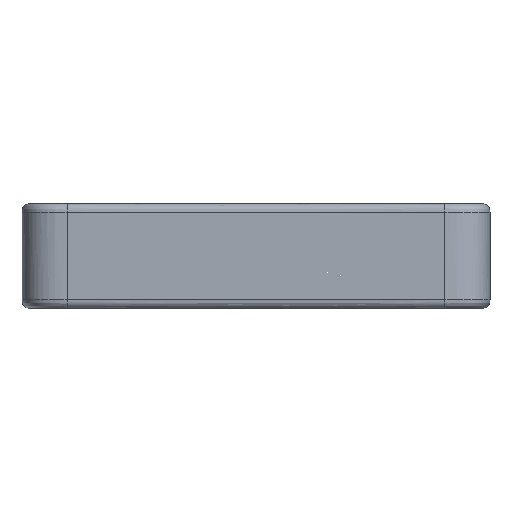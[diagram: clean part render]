
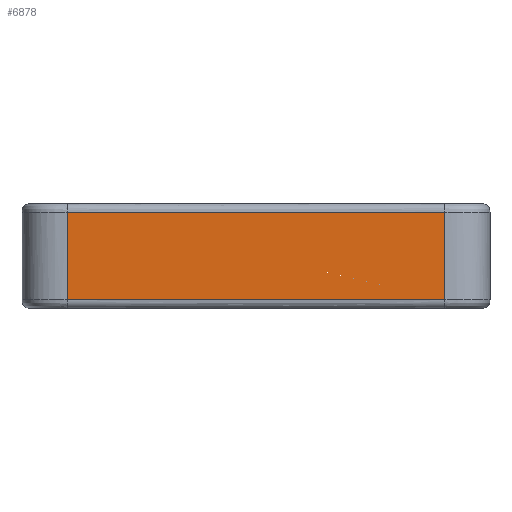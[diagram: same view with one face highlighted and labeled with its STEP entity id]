
A CAD part, left-side view. The second image highlights one B-rep face of the part: STEP entity #6878.
In plain terms, the highlighted planar face has unit normal (-1, 0, 0).
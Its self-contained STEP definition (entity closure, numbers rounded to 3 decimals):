
#1018 = DIRECTION ( 'NONE',  ( 0., 0., 1. ) ) ;
#1567 = CARTESIAN_POINT ( 'NONE',  ( -3.21, 1.3, 0.05 ) ) ;
#1586 = CARTESIAN_POINT ( 'NONE',  ( -3.21, -1.3, 0.05 ) ) ;
#1669 = ORIENTED_EDGE ( 'NONE', *, *, #10564, .T. ) ;
#1794 = DIRECTION ( 'NONE',  ( 0., 0., 1. ) ) ;
#1929 = LINE ( 'NONE', #7068, #8400 ) ;
#2187 = VERTEX_POINT ( 'NONE', #1567 ) ;
#3100 = ORIENTED_EDGE ( 'NONE', *, *, #5629, .F. ) ;
#3514 = CARTESIAN_POINT ( 'NONE',  ( -3.21, -1.3, -0.01 ) ) ;
#3720 = ORIENTED_EDGE ( 'NONE', *, *, #3976, .T. ) ;
#3827 = AXIS2_PLACEMENT_3D ( 'NONE', #3514, #4453, #11728 ) ;
#3976 = EDGE_CURVE ( 'NONE', #10451, #5188, #7932, .T. ) ;
#4453 = DIRECTION ( 'NONE',  ( -1., 0., 0. ) ) ;
#4697 = CARTESIAN_POINT ( 'NONE',  ( -3.21, 1.3, 0.05 ) ) ;
#4813 = CARTESIAN_POINT ( 'NONE',  ( -3.21, 0.433, 0.65 ) ) ;
#5188 = VERTEX_POINT ( 'NONE', #12343 ) ;
#5613 = FACE_OUTER_BOUND ( 'NONE', #5986, .T. ) ;
#5629 = EDGE_CURVE ( 'NONE', #2187, #5188, #8066, .T. ) ;
#5659 = B_SPLINE_CURVE_WITH_KNOTS ( 'NONE', 3,
 ( #4697, #12981, #5860, #1586 ),
 .UNSPECIFIED., .F., .F.,
 ( 4, 4 ),
 ( 0., 1. ),
 .UNSPECIFIED. ) ;
#5860 = CARTESIAN_POINT ( 'NONE',  ( -3.21, -0.433, 0.05 ) ) ;
#5986 = EDGE_LOOP ( 'NONE', ( #3100, #1669, #9713, #3720 ) ) ;
#6194 = CARTESIAN_POINT ( 'NONE',  ( -3.21, 1.3, -0.01 ) ) ;
#6536 = CARTESIAN_POINT ( 'NONE',  ( -3.21, -1.3, 0.05 ) ) ;
#6625 = CARTESIAN_POINT ( 'NONE',  ( -3.21, -1.3, 0.65 ) ) ;
#6878 = ADVANCED_FACE ( 'NONE', ( #5613 ), #10587, .T. ) ;
#7068 = CARTESIAN_POINT ( 'NONE',  ( -3.21, -1.3, -0.01 ) ) ;
#7932 = B_SPLINE_CURVE_WITH_KNOTS ( 'NONE', 3,
 ( #8044, #11260, #4813, #10181 ),
 .UNSPECIFIED., .F., .F.,
 ( 4, 4 ),
 ( 0., 1. ),
 .UNSPECIFIED. ) ;
#8044 = CARTESIAN_POINT ( 'NONE',  ( -3.21, -1.3, 0.65 ) ) ;
#8066 = LINE ( 'NONE', #6194, #11428 ) ;
#8400 = VECTOR ( 'NONE', #1794, 1000. ) ;
#9673 = EDGE_CURVE ( 'NONE', #11513, #10451, #1929, .T. ) ;
#9713 = ORIENTED_EDGE ( 'NONE', *, *, #9673, .T. ) ;
#10181 = CARTESIAN_POINT ( 'NONE',  ( -3.21, 1.3, 0.65 ) ) ;
#10451 = VERTEX_POINT ( 'NONE', #6625 ) ;
#10564 = EDGE_CURVE ( 'NONE', #2187, #11513, #5659, .T. ) ;
#10587 = PLANE ( 'NONE',  #3827 ) ;
#11260 = CARTESIAN_POINT ( 'NONE',  ( -3.21, -0.433, 0.65 ) ) ;
#11428 = VECTOR ( 'NONE', #1018, 1000. ) ;
#11513 = VERTEX_POINT ( 'NONE', #6536 ) ;
#11728 = DIRECTION ( 'NONE',  ( 0., 0., 1. ) ) ;
#12343 = CARTESIAN_POINT ( 'NONE',  ( -3.21, 1.3, 0.65 ) ) ;
#12981 = CARTESIAN_POINT ( 'NONE',  ( -3.21, 0.433, 0.05 ) ) ;
